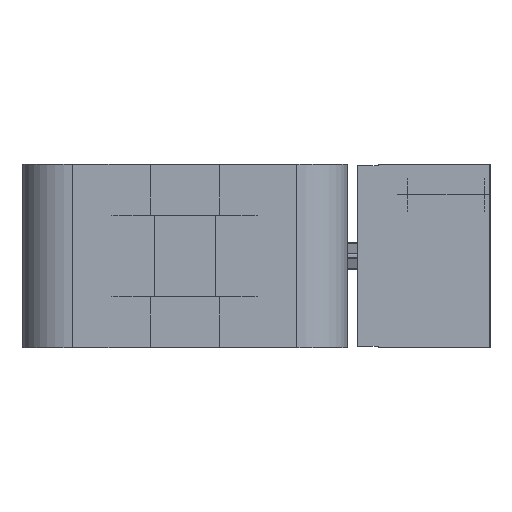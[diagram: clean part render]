
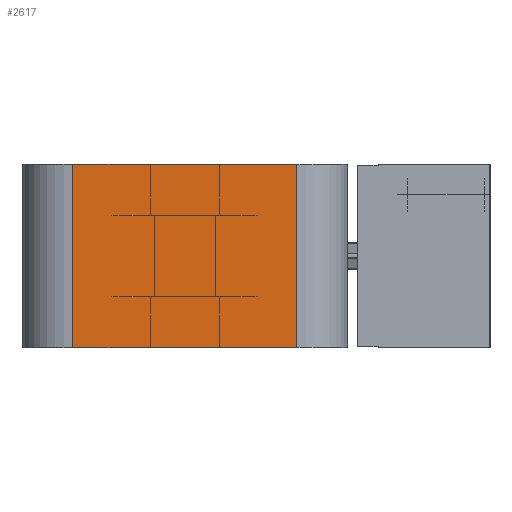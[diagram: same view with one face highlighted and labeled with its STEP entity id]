
A CAD part, left-side view. The second image highlights one B-rep face of the part: STEP entity #2617.
In plain terms, the highlighted planar face has unit normal (-1, 0, 0).
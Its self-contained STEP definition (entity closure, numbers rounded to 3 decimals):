
#45=DIRECTION('',(0.,0.,1.));
#46=VECTOR('',#45,18.);
#47=CARTESIAN_POINT('',(0.,5.,0.));
#48=LINE('',#47,#46);
#53=DIRECTION('',(0.,-1.,0.));
#54=VECTOR('',#53,22.);
#55=CARTESIAN_POINT('',(0.,27.,0.));
#56=LINE('',#55,#54);
#60=DIRECTION('',(0.,0.,-1.));
#61=VECTOR('',#60,18.);
#62=CARTESIAN_POINT('',(0.,27.,18.));
#63=LINE('',#62,#61);
#67=DIRECTION('',(0.,1.,0.));
#68=VECTOR('',#67,22.);
#69=CARTESIAN_POINT('',(0.,5.,18.));
#70=LINE('',#69,#68);
#2250=CARTESIAN_POINT('',(0.,5.,18.));
#2252=VERTEX_POINT('',#2250);
#2256=CARTESIAN_POINT('',(0.,5.,0.));
#2257=VERTEX_POINT('',#2256);
#2258=CARTESIAN_POINT('',(0.,27.,0.));
#2260=VERTEX_POINT('',#2258);
#2264=CARTESIAN_POINT('',(0.,27.,18.));
#2265=VERTEX_POINT('',#2264);
#2602=CARTESIAN_POINT('',(0.,0.,0.));
#2603=DIRECTION('',(-1.,0.,0.));
#2604=DIRECTION('',(0.,0.,1.));
#2605=AXIS2_PLACEMENT_3D('',#2602,#2603,#2604);
#2606=PLANE('',#2605);
#2608=ORIENTED_EDGE('',*,*,#2607,.F.);
#2610=ORIENTED_EDGE('',*,*,#2609,.F.);
#2612=ORIENTED_EDGE('',*,*,#2611,.F.);
#2614=ORIENTED_EDGE('',*,*,#2613,.F.);
#2615=EDGE_LOOP('',(#2608,#2610,#2612,#2614));
#2616=FACE_OUTER_BOUND('',#2615,.F.);
#2607=EDGE_CURVE('',#2257,#2252,#48,.T.);
#2609=EDGE_CURVE('',#2260,#2257,#56,.T.);
#2611=EDGE_CURVE('',#2265,#2260,#63,.T.);
#2613=EDGE_CURVE('',#2252,#2265,#70,.T.);
#2617=ADVANCED_FACE('',(#2616),#2606,.T.);
